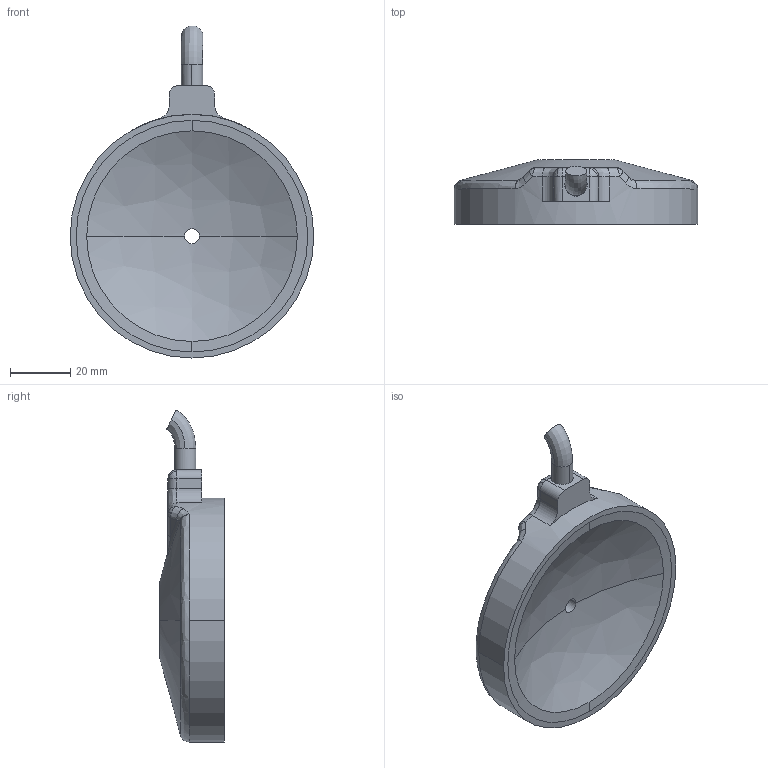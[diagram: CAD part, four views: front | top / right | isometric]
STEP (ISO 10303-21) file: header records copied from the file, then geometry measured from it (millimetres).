
FILE_DESCRIPTION (( 'STEP AP203' ), '1' );
FILE_NAME ('W0003510-012-Imasonic 15287A0100000 81.STEP', '2024-05-27T12:23:13', ( '' ), ( '' ), 'SwSTEP 2.0', 'SolidWorks 2024', '' );
FILE_SCHEMA (( 'CONFIG_CONTROL_DESIGN' ));
Length unit declared in the file: millimetre
Products named in the file (1): W0003510-012-Imasonic 15287A0100000  81_Défaut
Bounding box: 81 x 21.5 x 110.35 mm (x, y, z)
Volume: 71434.6 mm3; surface area: 19807.1 mm2
Topology: 2 solids, 2 shells, 78 faces, 207 edges, 124 vertices
Faces by surface type: bspline 31, cylinder 24, plane 15, cone 8
Entity records: 4475 total; most frequent: CARTESIAN_POINT 2686, ORIENTED_EDGE 398, DIRECTION 312, EDGE_CURVE 199, AXIS2_PLACEMENT_3D 134, VERTEX_POINT 124, CIRCLE 86, EDGE_LOOP 81
